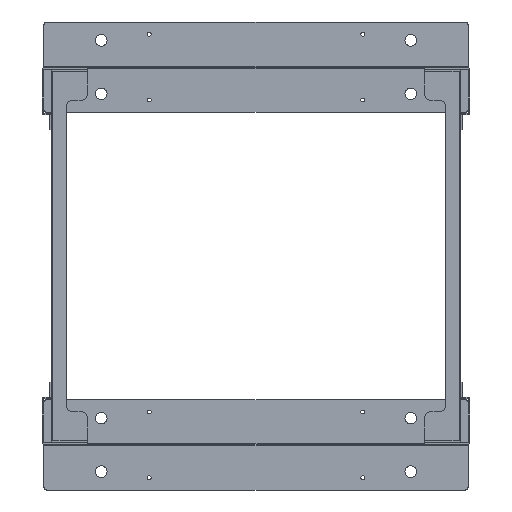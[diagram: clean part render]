
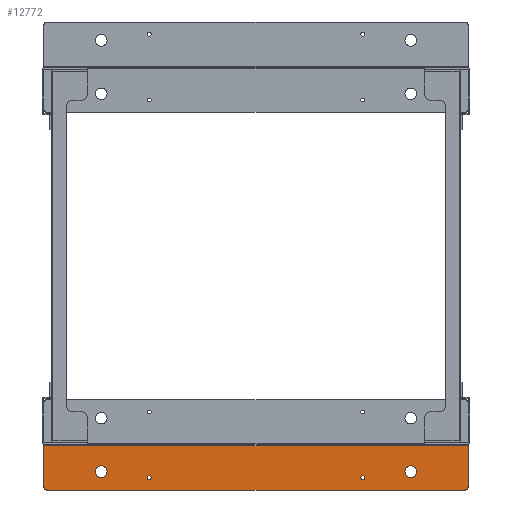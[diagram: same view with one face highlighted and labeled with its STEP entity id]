
A CAD part, front view. The second image highlights one B-rep face of the part: STEP entity #12772.
In plain terms, the highlighted planar face has unit normal (0, -1, 0).
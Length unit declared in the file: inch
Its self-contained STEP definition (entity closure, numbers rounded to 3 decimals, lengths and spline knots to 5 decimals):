
#35 = DIRECTION ( 'NONE',  ( 0., 0., 1. ) ) ;
#251 = EDGE_CURVE ( 'NONE', #10871, #35486, #1115, .T. ) ;
#1009 = ORIENTED_EDGE ( 'NONE', *, *, #51086, .F. ) ;
#1115 = CIRCLE ( 'NONE', #35147, 0.375 ) ;
#1727 = VERTEX_POINT ( 'NONE', #16861 ) ;
#2404 = VECTOR ( 'NONE', #26260, 39.37008 ) ;
#2829 = EDGE_CURVE ( 'NONE', #19021, #11678, #11108, .T. ) ;
#3380 = VERTEX_POINT ( 'NONE', #10542 ) ;
#3670 = EDGE_CURVE ( 'NONE', #11678, #19021, #16423, .T. ) ;
#5361 = CARTESIAN_POINT ( 'NONE',  ( 2.75591, 0., -13.65157 ) ) ;
#5396 = VERTEX_POINT ( 'NONE', #42610 ) ;
#5497 = DIRECTION ( 'NONE',  ( 0., 1., 0. ) ) ;
#5846 = DIRECTION ( 'NONE',  ( 0., 1., 0. ) ) ;
#6352 = DIRECTION ( 'NONE',  ( 0., 0., 1. ) ) ;
#6617 = FACE_BOUND ( 'NONE', #21310, .T. ) ;
#6733 = CIRCLE ( 'NONE', #26544, 0.375 ) ;
#6985 = DIRECTION ( 'NONE',  ( 0., 0., -1. ) ) ;
#9479 = EDGE_LOOP ( 'NONE', ( #29942, #36423, #32454, #1009, #12176, #16464 ) ) ;
#9617 = LINE ( 'NONE', #17929, #2404 ) ;
#9666 = CARTESIAN_POINT ( 'NONE',  ( 1.77165, 0., 10.33366 ) ) ;
#10263 = FACE_BOUND ( 'NONE', #24369, .T. ) ;
#10528 = DIRECTION ( 'NONE',  ( 0., 1., 0. ) ) ;
#10542 = CARTESIAN_POINT ( 'NONE',  ( 2.16535, 0., -6.75197 ) ) ;
#10645 = EDGE_CURVE ( 'NONE', #35486, #10871, #6733, .T. ) ;
#10871 = VERTEX_POINT ( 'NONE', #49977 ) ;
#11108 = CIRCLE ( 'NONE', #42657, 0.12795 ) ;
#11121 = DIRECTION ( 'NONE',  ( 0., 1., 0. ) ) ;
#11299 = CIRCLE ( 'NONE', #51171, 0.375 ) ;
#11678 = VERTEX_POINT ( 'NONE', #50554 ) ;
#12176 = ORIENTED_EDGE ( 'NONE', *, *, #40172, .F. ) ;
#12772 = ADVANCED_FACE ( 'NONE', ( #45636, #17800, #21961, #10263, #6617 ), #46145, .F. ) ;
#13126 = CARTESIAN_POINT ( 'NONE',  ( 2.16535, 0., 6.75197 ) ) ;
#13569 = EDGE_CURVE ( 'NONE', #25714, #5396, #9617, .T. ) ;
#13816 = CARTESIAN_POINT ( 'NONE',  ( 1.77165, 0., -9.95866 ) ) ;
#14318 = DIRECTION ( 'NONE',  ( 0., 0., -1. ) ) ;
#14429 = ORIENTED_EDGE ( 'NONE', *, *, #15886, .T. ) ;
#15783 = VECTOR ( 'NONE', #38671, 39.37008 ) ;
#15886 = EDGE_CURVE ( 'NONE', #3380, #23592, #28725, .T. ) ;
#16205 = EDGE_CURVE ( 'NONE', #1727, #38642, #11299, .T. ) ;
#16423 = CIRCLE ( 'NONE', #43004, 0.12795 ) ;
#16464 = ORIENTED_EDGE ( 'NONE', *, *, #17254, .F. ) ;
#16565 = EDGE_LOOP ( 'NONE', ( #44886, #31550 ) ) ;
#16861 = CARTESIAN_POINT ( 'NONE',  ( 1.77165, 0., 9.58366 ) ) ;
#16938 = DIRECTION ( 'NONE',  ( 0., 0., -1. ) ) ;
#17254 = EDGE_CURVE ( 'NONE', #37585, #23624, #26492, .T. ) ;
#17431 = CIRCLE ( 'NONE', #46503, 0.12795 ) ;
#17686 = CARTESIAN_POINT ( 'NONE',  ( 2.16535, 0., -6.87992 ) ) ;
#17800 = FACE_BOUND ( 'NONE', #16565, .T. ) ;
#17824 = CIRCLE ( 'NONE', #24486, 0.375 ) ;
#17929 = CARTESIAN_POINT ( 'NONE',  ( 0.11024, 0., 13.65157 ) ) ;
#18100 = AXIS2_PLACEMENT_3D ( 'NONE', #41993, #5846, #6352 ) ;
#18123 = CARTESIAN_POINT ( 'NONE',  ( 0.11024, 0., 13.65157 ) ) ;
#18461 = DIRECTION ( 'NONE',  ( 0., 1., 0. ) ) ;
#18904 = CARTESIAN_POINT ( 'NONE',  ( 1.77165, 0., 9.95866 ) ) ;
#19021 = VERTEX_POINT ( 'NONE', #13126 ) ;
#19324 = EDGE_CURVE ( 'NONE', #37549, #37585, #44307, .T. ) ;
#19945 = DIRECTION ( 'NONE',  ( -1., 0., 0. ) ) ;
#20717 = CARTESIAN_POINT ( 'NONE',  ( 2.75591, 0., 13.65157 ) ) ;
#20981 = DIRECTION ( 'NONE',  ( 0., 1., 0. ) ) ;
#21310 = EDGE_LOOP ( 'NONE', ( #45712, #46915 ) ) ;
#21961 = FACE_BOUND ( 'NONE', #39152, .T. ) ;
#22028 = ORIENTED_EDGE ( 'NONE', *, *, #16205, .T. ) ;
#22041 = DIRECTION ( 'NONE',  ( 0., 0., 1. ) ) ;
#22059 = DIRECTION ( 'NONE',  ( 0., 1., 0. ) ) ;
#22091 = CARTESIAN_POINT ( 'NONE',  ( 2.75591, 0., -13.45472 ) ) ;
#22113 = DIRECTION ( 'NONE',  ( 0., 1., 0. ) ) ;
#22133 = VERTEX_POINT ( 'NONE', #5361 ) ;
#22985 = DIRECTION ( 'NONE',  ( 0., 0., -1. ) ) ;
#23592 = VERTEX_POINT ( 'NONE', #29133 ) ;
#23624 = VERTEX_POINT ( 'NONE', #31351 ) ;
#23687 = CARTESIAN_POINT ( 'NONE',  ( 1.77165, 0., -9.95866 ) ) ;
#24369 = EDGE_LOOP ( 'NONE', ( #30119, #14429 ) ) ;
#24486 = AXIS2_PLACEMENT_3D ( 'NONE', #18904, #11121, #22041 ) ;
#24924 = DIRECTION ( 'NONE',  ( 0., 1., 0. ) ) ;
#25365 = VECTOR ( 'NONE', #19945, 39.37008 ) ;
#25714 = VERTEX_POINT ( 'NONE', #34890 ) ;
#26260 = DIRECTION ( 'NONE',  ( 0., 0., 1. ) ) ;
#26492 = LINE ( 'NONE', #42364, #33843 ) ;
#26544 = AXIS2_PLACEMENT_3D ( 'NONE', #13816, #5497, #45295 ) ;
#26769 = ORIENTED_EDGE ( 'NONE', *, *, #50877, .T. ) ;
#28725 = CIRCLE ( 'NONE', #47840, 0.12795 ) ;
#29133 = CARTESIAN_POINT ( 'NONE',  ( 2.16535, 0., -7.00787 ) ) ;
#29673 = CARTESIAN_POINT ( 'NONE',  ( 2.16535, 0., 6.87992 ) ) ;
#29942 = ORIENTED_EDGE ( 'NONE', *, *, #19324, .F. ) ;
#29963 = AXIS2_PLACEMENT_3D ( 'NONE', #22091, #18461, #41873 ) ;
#30119 = ORIENTED_EDGE ( 'NONE', *, *, #41465, .T. ) ;
#31351 = CARTESIAN_POINT ( 'NONE',  ( 2.95276, 0., -13.45472 ) ) ;
#31386 = LINE ( 'NONE', #43620, #25365 ) ;
#31550 = ORIENTED_EDGE ( 'NONE', *, *, #251, .T. ) ;
#31766 = DIRECTION ( 'NONE',  ( 0., 1., 0. ) ) ;
#32454 = ORIENTED_EDGE ( 'NONE', *, *, #13569, .F. ) ;
#32943 = DIRECTION ( 'NONE',  ( 0., 0., 1. ) ) ;
#32980 = CARTESIAN_POINT ( 'NONE',  ( 2.16535, 0., 6.87992 ) ) ;
#33843 = VECTOR ( 'NONE', #6985, 39.37008 ) ;
#34890 = CARTESIAN_POINT ( 'NONE',  ( 0.11024, 0., -13.65157 ) ) ;
#35147 = AXIS2_PLACEMENT_3D ( 'NONE', #23687, #31766, #35 ) ;
#35468 = CARTESIAN_POINT ( 'NONE',  ( 1.77165, 0., -9.58366 ) ) ;
#35486 = VERTEX_POINT ( 'NONE', #35468 ) ;
#36334 = CARTESIAN_POINT ( 'NONE',  ( 1.77165, 0., 9.95866 ) ) ;
#36423 = ORIENTED_EDGE ( 'NONE', *, *, #45283, .F. ) ;
#37284 = CIRCLE ( 'NONE', #29963, 0.19685 ) ;
#37549 = VERTEX_POINT ( 'NONE', #20717 ) ;
#37585 = VERTEX_POINT ( 'NONE', #42028 ) ;
#37651 = DIRECTION ( 'NONE',  ( 0., 0., -1. ) ) ;
#38642 = VERTEX_POINT ( 'NONE', #9666 ) ;
#38671 = DIRECTION ( 'NONE',  ( 1., 0., 0. ) ) ;
#39152 = EDGE_LOOP ( 'NONE', ( #26769, #22028 ) ) ;
#40172 = EDGE_CURVE ( 'NONE', #23624, #22133, #37284, .T. ) ;
#41372 = DIRECTION ( 'NONE',  ( 0., 1., 0. ) ) ;
#41465 = EDGE_CURVE ( 'NONE', #23592, #3380, #17431, .T. ) ;
#41873 = DIRECTION ( 'NONE',  ( 0., 0., -1. ) ) ;
#41993 = CARTESIAN_POINT ( 'NONE',  ( 0., 0., 13.65157 ) ) ;
#42028 = CARTESIAN_POINT ( 'NONE',  ( 2.95276, 0., 13.45472 ) ) ;
#42358 = CARTESIAN_POINT ( 'NONE',  ( 2.16535, 0., -6.87992 ) ) ;
#42364 = CARTESIAN_POINT ( 'NONE',  ( 2.95276, 0., 13.65157 ) ) ;
#42572 = LINE ( 'NONE', #18123, #15783 ) ;
#42609 = DIRECTION ( 'NONE',  ( 0., 0., -1. ) ) ;
#42610 = CARTESIAN_POINT ( 'NONE',  ( 0.11024, 0., 13.65157 ) ) ;
#42657 = AXIS2_PLACEMENT_3D ( 'NONE', #32980, #24924, #37651 ) ;
#43004 = AXIS2_PLACEMENT_3D ( 'NONE', #29673, #22113, #16938 ) ;
#43620 = CARTESIAN_POINT ( 'NONE',  ( 0.09843, 0., -13.65157 ) ) ;
#44307 = CIRCLE ( 'NONE', #46784, 0.19685 ) ;
#44886 = ORIENTED_EDGE ( 'NONE', *, *, #10645, .T. ) ;
#45283 = EDGE_CURVE ( 'NONE', #5396, #37549, #42572, .T. ) ;
#45295 = DIRECTION ( 'NONE',  ( 0., 0., 1. ) ) ;
#45636 = FACE_OUTER_BOUND ( 'NONE', #9479, .T. ) ;
#45712 = ORIENTED_EDGE ( 'NONE', *, *, #2829, .T. ) ;
#46145 = PLANE ( 'NONE',  #18100 ) ;
#46503 = AXIS2_PLACEMENT_3D ( 'NONE', #17686, #41372, #14318 ) ;
#46784 = AXIS2_PLACEMENT_3D ( 'NONE', #50570, #10528, #22985 ) ;
#46915 = ORIENTED_EDGE ( 'NONE', *, *, #3670, .T. ) ;
#47840 = AXIS2_PLACEMENT_3D ( 'NONE', #42358, #22059, #42609 ) ;
#49977 = CARTESIAN_POINT ( 'NONE',  ( 1.77165, 0., -10.33366 ) ) ;
#50554 = CARTESIAN_POINT ( 'NONE',  ( 2.16535, 0., 7.00787 ) ) ;
#50570 = CARTESIAN_POINT ( 'NONE',  ( 2.75591, 0., 13.45472 ) ) ;
#50877 = EDGE_CURVE ( 'NONE', #38642, #1727, #17824, .T. ) ;
#51086 = EDGE_CURVE ( 'NONE', #22133, #25714, #31386, .T. ) ;
#51171 = AXIS2_PLACEMENT_3D ( 'NONE', #36334, #20981, #32943 ) ;
